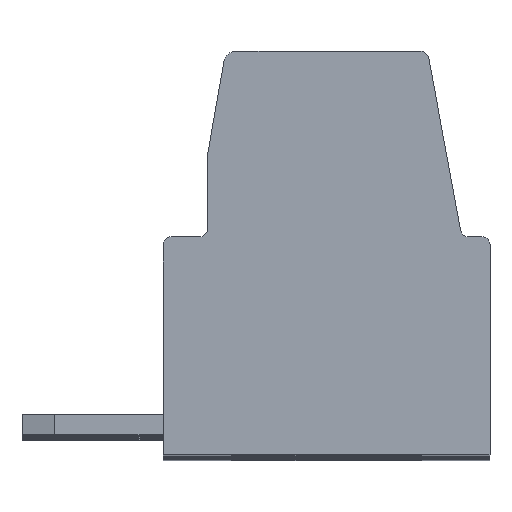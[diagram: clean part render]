
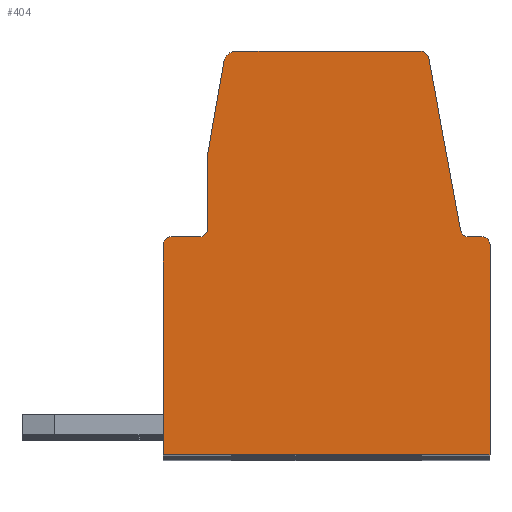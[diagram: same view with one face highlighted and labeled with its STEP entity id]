
A CAD part, top view. The second image highlights one B-rep face of the part: STEP entity #404.
In plain terms, the highlighted planar face has unit normal (0, 0, 1).
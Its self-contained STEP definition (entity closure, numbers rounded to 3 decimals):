
#404 = ADVANCED_FACE( '', ( #872 ), #873, .F. );
#872 = FACE_OUTER_BOUND( '', #1446, .T. );
#873 = PLANE( '', #1447 );
#1446 = EDGE_LOOP( '', ( #2208, #2209, #2210, #2211, #2212, #2213, #2214, #2215, #2216, #2217, #2218, #2219, #2220, #2221, #2222 ) );
#1447 = AXIS2_PLACEMENT_3D( '', #2223, #2224, #2225 );
#2208 = ORIENTED_EDGE( '', *, *, #3853, .T. );
#2209 = ORIENTED_EDGE( '', *, *, #3854, .T. );
#2210 = ORIENTED_EDGE( '', *, *, #3855, .F. );
#2211 = ORIENTED_EDGE( '', *, *, #3760, .T. );
#2212 = ORIENTED_EDGE( '', *, *, #3856, .T. );
#2213 = ORIENTED_EDGE( '', *, *, #3857, .T. );
#2214 = ORIENTED_EDGE( '', *, *, #3858, .T. );
#2215 = ORIENTED_EDGE( '', *, *, #3859, .T. );
#2216 = ORIENTED_EDGE( '', *, *, #3860, .F. );
#2217 = ORIENTED_EDGE( '', *, *, #3861, .T. );
#2218 = ORIENTED_EDGE( '', *, *, #3862, .F. );
#2219 = ORIENTED_EDGE( '', *, *, #3863, .T. );
#2220 = ORIENTED_EDGE( '', *, *, #3864, .T. );
#2221 = ORIENTED_EDGE( '', *, *, #3865, .F. );
#2222 = ORIENTED_EDGE( '', *, *, #3866, .F. );
#2223 = CARTESIAN_POINT( '', ( 0.81, -4.4, 0. ) );
#2224 = DIRECTION( '', ( 0., 0., -1. ) );
#2225 = DIRECTION( '', ( 0., 1., 0. ) );
#3760 = EDGE_CURVE( '', #4531, #4529, #4532, .T. );
#3853 = EDGE_CURVE( '', #4693, #4694, #4695, .T. );
#3854 = EDGE_CURVE( '', #4694, #4696, #4697, .T. );
#3855 = EDGE_CURVE( '', #4531, #4696, #4698, .T. );
#3856 = EDGE_CURVE( '', #4529, #4699, #4700, .T. );
#3857 = EDGE_CURVE( '', #4699, #4701, #4702, .T. );
#3858 = EDGE_CURVE( '', #4701, #4703, #4704, .T. );
#3859 = EDGE_CURVE( '', #4703, #4705, #4706, .T. );
#3860 = EDGE_CURVE( '', #4707, #4705, #4708, .T. );
#3861 = EDGE_CURVE( '', #4707, #4709, #4710, .T. );
#3862 = EDGE_CURVE( '', #4711, #4709, #4712, .T. );
#3863 = EDGE_CURVE( '', #4711, #4713, #4714, .T. );
#3864 = EDGE_CURVE( '', #4713, #4715, #4716, .T. );
#3865 = EDGE_CURVE( '', #4717, #4715, #4718, .T. );
#3866 = EDGE_CURVE( '', #4693, #4717, #4719, .T. );
#4529 = VERTEX_POINT( '', #5643 );
#4531 = VERTEX_POINT( '', #5646 );
#4532 = LINE( '', #5647, #5648 );
#4693 = VERTEX_POINT( '', #5872 );
#4694 = VERTEX_POINT( '', #5873 );
#4695 = LINE( '', #5874, #5875 );
#4696 = VERTEX_POINT( '', #5876 );
#4697 = LINE( '', #5877, #5878 );
#4698 = CIRCLE( '', #5879, 0.2 );
#4699 = VERTEX_POINT( '', #5880 );
#4700 = CIRCLE( '', #5881, 0.2 );
#4701 = VERTEX_POINT( '', #5882 );
#4702 = LINE( '', #5883, #5884 );
#4703 = VERTEX_POINT( '', #5885 );
#4704 = LINE( '', #5886, #5887 );
#4705 = VERTEX_POINT( '', #5888 );
#4706 = LINE( '', #5889, #5890 );
#4707 = VERTEX_POINT( '', #5891 );
#4708 = CIRCLE( '', #5892, 0.2 );
#4709 = VERTEX_POINT( '', #5893 );
#4710 = LINE( '', #5894, #5895 );
#4711 = VERTEX_POINT( '', #5896 );
#4712 = CIRCLE( '', #5897, 0.2 );
#4713 = VERTEX_POINT( '', #5898 );
#4714 = LINE( '', #5899, #5900 );
#4715 = VERTEX_POINT( '', #5901 );
#4716 = CIRCLE( '', #5902, 0.2 );
#4717 = VERTEX_POINT( '', #5903 );
#4718 = LINE( '', #5904, #5905 );
#4719 = CIRCLE( '', #5906, 0.3 );
#5643 = CARTESIAN_POINT( '', ( -7.9, 5.4, 0. ) );
#5646 = CARTESIAN_POINT( '', ( -7.2, 5.4, 0. ) );
#5647 = CARTESIAN_POINT( '', ( -16.414, 5.4, 0. ) );
#5648 = VECTOR( '', #6969, 1000. );
#5872 = CARTESIAN_POINT( '', ( -6.594, 9.752, 0. ) );
#5873 = CARTESIAN_POINT( '', ( -7., 7.448, 0. ) );
#5874 = CARTESIAN_POINT( '', ( -11.564, -18.438, 0. ) );
#5875 = VECTOR( '', #7066, 1000. );
#5876 = CARTESIAN_POINT( '', ( -7., 5.6, 0. ) );
#5877 = CARTESIAN_POINT( '', ( -7., -18.438, 0. ) );
#5878 = VECTOR( '', #7067, 1000. );
#5879 = AXIS2_PLACEMENT_3D( '', #7068, #7069, #7070 );
#5880 = CARTESIAN_POINT( '', ( -8.1, 5.2, 0. ) );
#5881 = AXIS2_PLACEMENT_3D( '', #7071, #7072, #7073 );
#5882 = CARTESIAN_POINT( '', ( -8.1, 0., 0. ) );
#5883 = CARTESIAN_POINT( '', ( -8.1, -18.438, 0. ) );
#5884 = VECTOR( '', #7074, 1000. );
#5885 = CARTESIAN_POINT( '', ( 0., 0., 0. ) );
#5886 = CARTESIAN_POINT( '', ( -16.414, 0., 0. ) );
#5887 = VECTOR( '', #7075, 1000. );
#5888 = CARTESIAN_POINT( '', ( 0., 5.2, 0. ) );
#5889 = CARTESIAN_POINT( '', ( 0., -18.438, 0. ) );
#5890 = VECTOR( '', #7076, 1000. );
#5891 = CARTESIAN_POINT( '', ( -0.2, 5.4, 0. ) );
#5892 = AXIS2_PLACEMENT_3D( '', #7077, #7078, #7079 );
#5893 = CARTESIAN_POINT( '', ( -0.531, 5.4, 0. ) );
#5894 = CARTESIAN_POINT( '', ( -16.414, 5.4, 0. ) );
#5895 = VECTOR( '', #7080, 1000. );
#5896 = CARTESIAN_POINT( '', ( -0.728, 5.564, 0. ) );
#5897 = AXIS2_PLACEMENT_3D( '', #7081, #7082, #7083 );
#5898 = CARTESIAN_POINT( '', ( -1.52, 9.836, 0. ) );
#5899 = CARTESIAN_POINT( '', ( 3.721, -18.438, 0. ) );
#5900 = VECTOR( '', #7084, 1000. );
#5901 = CARTESIAN_POINT( '', ( -1.716, 10., 0. ) );
#5902 = AXIS2_PLACEMENT_3D( '', #7085, #7086, #7087 );
#5903 = CARTESIAN_POINT( '', ( -6.298, 10., 0. ) );
#5904 = CARTESIAN_POINT( '', ( -16.414, 10., 0. ) );
#5905 = VECTOR( '', #7088, 1000. );
#5906 = AXIS2_PLACEMENT_3D( '', #7089, #7090, #7091 );
#6969 = DIRECTION( '', ( -1., 0., 0. ) );
#7066 = DIRECTION( '', ( -0.174, -0.985, 0. ) );
#7067 = DIRECTION( '', ( 0., -1., 0. ) );
#7068 = CARTESIAN_POINT( '', ( -7.2, 5.6, 0. ) );
#7069 = DIRECTION( '', ( 0., 0., 1. ) );
#7070 = DIRECTION( '', ( 1., 0., 0. ) );
#7071 = CARTESIAN_POINT( '', ( -7.9, 5.2, 0. ) );
#7072 = DIRECTION( '', ( 0., 0., 1. ) );
#7073 = DIRECTION( '', ( 1., 0., 0. ) );
#7074 = DIRECTION( '', ( 0., -1., 0. ) );
#7075 = DIRECTION( '', ( 1., 0., 0. ) );
#7076 = DIRECTION( '', ( 0., 1., 0. ) );
#7077 = CARTESIAN_POINT( '', ( -0.2, 5.2, 0. ) );
#7078 = DIRECTION( '', ( 0., 0., -1. ) );
#7079 = DIRECTION( '', ( -1., 0., 0. ) );
#7080 = DIRECTION( '', ( -1., 0., 0. ) );
#7081 = CARTESIAN_POINT( '', ( -0.531, 5.6, 0. ) );
#7082 = DIRECTION( '', ( 0., 0., 1. ) );
#7083 = DIRECTION( '', ( 1., 0., 0. ) );
#7084 = DIRECTION( '', ( -0.182, 0.983, 0. ) );
#7085 = CARTESIAN_POINT( '', ( -1.716, 9.8, 0. ) );
#7086 = DIRECTION( '', ( 0., 0., 1. ) );
#7087 = DIRECTION( '', ( 1., 0., 0. ) );
#7088 = DIRECTION( '', ( 1., 0., 0. ) );
#7089 = CARTESIAN_POINT( '', ( -6.298, 9.7, 0. ) );
#7090 = DIRECTION( '', ( 0., 0., -1. ) );
#7091 = DIRECTION( '', ( -1., 0., 0. ) );
